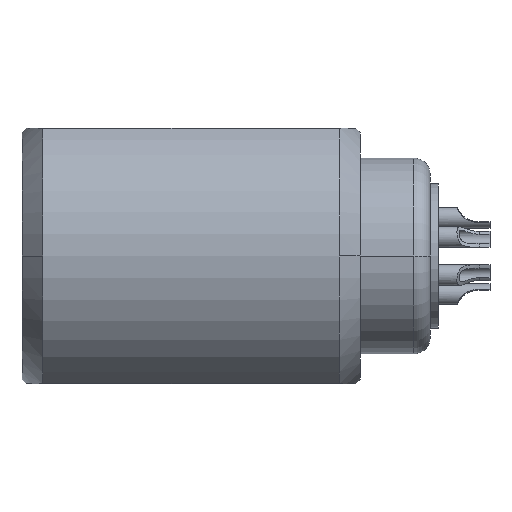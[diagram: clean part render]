
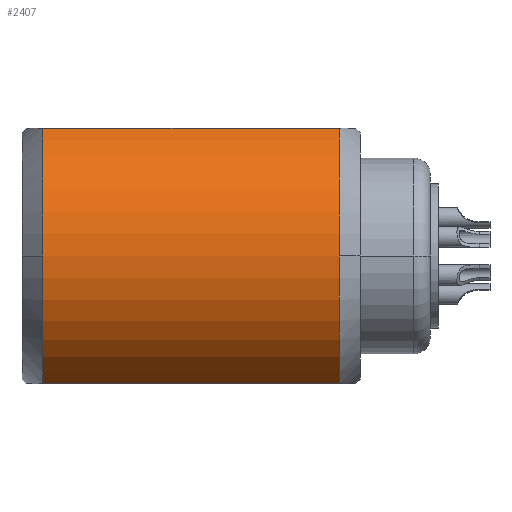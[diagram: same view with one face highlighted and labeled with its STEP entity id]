
A CAD part, front view. The second image highlights one B-rep face of the part: STEP entity #2407.
In plain terms, the highlighted cylindrical face has radius 7 mm (diameter 14 mm), a partial arc.
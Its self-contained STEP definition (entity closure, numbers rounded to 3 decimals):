
#361=CARTESIAN_POINT('',(0.,0.,0.));
#362=DIRECTION('',(-1.,0.,0.));
#363=DIRECTION('',(0.,-1.,0.));
#364=AXIS2_PLACEMENT_3D('',#361,#362,#363);
#366=CARTESIAN_POINT('',(0.,0.,0.));
#367=DIRECTION('',(-1.,0.,0.));
#368=DIRECTION('',(0.,-0.464,-0.886));
#369=AXIS2_PLACEMENT_3D('',#366,#367,#368);
#371=DIRECTION('',(1.,0.,0.));
#372=VECTOR('',#371,14.4);
#373=CARTESIAN_POINT('',(-14.4,-3.25,-6.2));
#374=LINE('',#373,#372);
#375=DIRECTION('',(1.,0.,0.));
#376=VECTOR('',#375,14.4);
#377=CARTESIAN_POINT('',(-14.4,-3.25,6.2));
#378=LINE('',#377,#376);
#388=CARTESIAN_POINT('',(-14.4,0.,0.));
#389=DIRECTION('',(1.,0.,0.));
#390=DIRECTION('',(0.,-0.464,0.886));
#391=AXIS2_PLACEMENT_3D('',#388,#389,#390);
#433=CARTESIAN_POINT('',(-14.4,0.,0.));
#434=DIRECTION('',(-1.,0.,0.));
#435=DIRECTION('',(0.,-0.464,-0.886));
#436=AXIS2_PLACEMENT_3D('',#433,#434,#435);
#1635=CARTESIAN_POINT('',(-14.4,-7.,0.));
#1637=VERTEX_POINT('',#1635);
#1643=CARTESIAN_POINT('',(-14.4,-3.25,6.2));
#1644=CARTESIAN_POINT('',(0.,-3.25,6.2));
#1645=VERTEX_POINT('',#1643);
#1646=VERTEX_POINT('',#1644);
#1647=CARTESIAN_POINT('',(-14.4,-3.25,-6.2));
#1648=CARTESIAN_POINT('',(0.,-3.25,-6.2));
#1649=VERTEX_POINT('',#1647);
#1650=VERTEX_POINT('',#1648);
#1671=CARTESIAN_POINT('',(0.,-7.,
0.));
#1672=VERTEX_POINT('',#1671);
#2390=CARTESIAN_POINT('',(-16.39,0.,0.));
#2391=DIRECTION('',(1.,0.,0.));
#2392=DIRECTION('',(0.,-1.,0.));
#2393=AXIS2_PLACEMENT_3D('',#2390,#2391,#2392);
#2394=CYLINDRICAL_SURFACE('',#2393,7.);
#2396=ORIENTED_EDGE('',*,*,#2395,.F.);
#2397=ORIENTED_EDGE('',*,*,#2324,.F.);
#2398=ORIENTED_EDGE('',*,*,#2348,.F.);
#2400=ORIENTED_EDGE('',*,*,#2399,.T.);
#2402=ORIENTED_EDGE('',*,*,#2401,.F.);
#2404=ORIENTED_EDGE('',*,*,#2403,.T.);
#2405=EDGE_LOOP('',(#2396,#2397,#2398,#2400,#2402,#2404));
#2406=FACE_OUTER_BOUND('',#2405,.F.);
#365=CIRCLE('',#364,7.);
#370=CIRCLE('',#369,7.);
#392=CIRCLE('',#391,7.);
#437=CIRCLE('',#436,7.);
#2324=EDGE_CURVE('',#1650,#1672,#370,.T.);
#2348=EDGE_CURVE('',#1649,#1650,#374,.T.);
#2395=EDGE_CURVE('',#1672,#1646,#365,.T.);
#2399=EDGE_CURVE('',#1649,#1637,#437,.T.);
#2401=EDGE_CURVE('',#1645,#1637,#392,.T.);
#2403=EDGE_CURVE('',#1645,#1646,#378,.T.);
#2407=ADVANCED_FACE('',(#2406),#2394,.T.);
